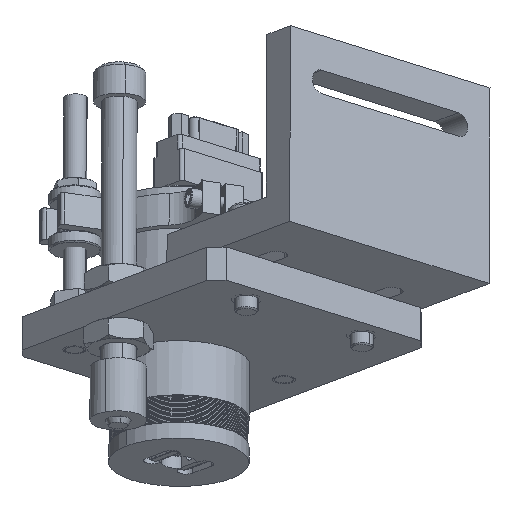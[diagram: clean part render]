
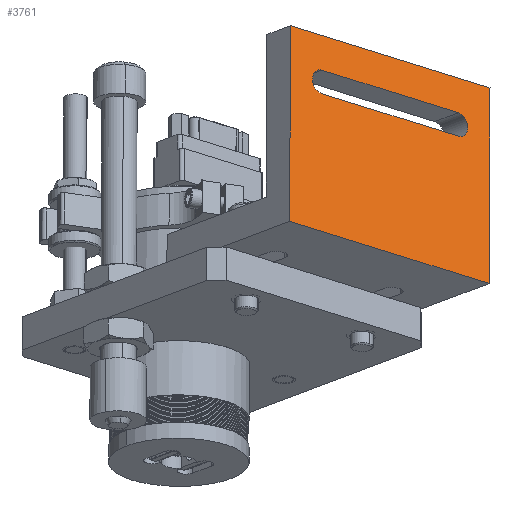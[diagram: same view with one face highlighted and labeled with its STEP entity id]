
A CAD part, front view. The second image highlights one B-rep face of the part: STEP entity #3761.
In plain terms, the highlighted face is planar.
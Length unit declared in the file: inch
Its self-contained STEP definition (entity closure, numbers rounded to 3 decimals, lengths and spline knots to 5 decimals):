
#285 = EDGE_CURVE ( 'NONE', #476, #465, #20847, .T. ) ;
#292 = EDGE_CURVE ( 'NONE', #5189, #4839, #20853, .T. ) ;
#398 = EDGE_CURVE ( 'NONE', #4766, #4849, #20991, .T. ) ;
#465 = VERTEX_POINT ( 'NONE', #24908 ) ;
#476 = VERTEX_POINT ( 'NONE', #24932 ) ;
#968 = DIRECTION ( 'NONE',  ( 0., 0., 1. ) ) ;
#969 = PLANE ( 'NONE',  #23852 ) ;
#970 = DIRECTION ( 'NONE',  ( 0., 1., 0. ) ) ;
#972 = CARTESIAN_POINT ( 'NONE',  ( 0., 0., 0.95 ) ) ;
#3761 = ADVANCED_FACE ( 'NONE', ( #21261, #21262 ), #969, .F. ) ;
#4766 = VERTEX_POINT ( 'NONE', #7092 ) ;
#4801 = VERTEX_POINT ( 'NONE', #7165 ) ;
#4839 = VERTEX_POINT ( 'NONE', #7802 ) ;
#4849 = VERTEX_POINT ( 'NONE', #7768 ) ;
#4924 = VERTEX_POINT ( 'NONE', #7210 ) ;
#4932 = VERTEX_POINT ( 'NONE', #7206 ) ;
#5189 = VERTEX_POINT ( 'NONE', #7325 ) ;
#5359 = EDGE_CURVE ( 'NONE', #4801, #4924, #21581, .T. ) ;
#6477 = CIRCLE ( 'NONE', #25102, 0.0885 ) ;
#6490 = LINE ( 'NONE', #14172, #6491 ) ;
#6491 = VECTOR ( 'NONE', #14173, 39.37008 ) ;
#6529 = LINE ( 'NONE', #14338, #6530 ) ;
#6530 = VECTOR ( 'NONE', #14339, 39.37008 ) ;
#6551 = CIRCLE ( 'NONE', #25133, 0.0885 ) ;
#6566 = LINE ( 'NONE', #14568, #6567 ) ;
#6567 = VECTOR ( 'NONE', #14569, 39.37008 ) ;
#7092 = CARTESIAN_POINT ( 'NONE',  ( 1.0365, 0., -0.65 ) ) ;
#7165 = CARTESIAN_POINT ( 'NONE',  ( 1.475, 0., 0.95 ) ) ;
#7206 = CARTESIAN_POINT ( 'NONE',  ( 1.2135, 0., -0.65 ) ) ;
#7210 = CARTESIAN_POINT ( 'NONE',  ( 1.475, 0., -0.95 ) ) ;
#7325 = CARTESIAN_POINT ( 'NONE',  ( 0., 0., 0.95 ) ) ;
#7708 = CARTESIAN_POINT ( 'NONE',  ( 1.475, 0., 0.95 ) ) ;
#7714 = DIRECTION ( 'NONE',  ( 0., 0., -1. ) ) ;
#7768 = CARTESIAN_POINT ( 'NONE',  ( 1.0365, 0., 0.65 ) ) ;
#7802 = CARTESIAN_POINT ( 'NONE',  ( 0., 0., -0.95 ) ) ;
#10591 = EDGE_LOOP ( 'NONE', ( #26287, #26301, #26303, #26286, #26304 ) ) ;
#10592 = EDGE_LOOP ( 'NONE', ( #26306, #26307, #26308, #26282 ) ) ;
#11451 = EDGE_CURVE ( 'NONE', #4932, #4766, #6477, .T. ) ;
#11461 = EDGE_CURVE ( 'NONE', #4839, #4924, #6490, .T. ) ;
#11489 = EDGE_CURVE ( 'NONE', #5189, #4801, #6529, .T. ) ;
#11503 = EDGE_CURVE ( 'NONE', #4849, #476, #6551, .T. ) ;
#11523 = EDGE_CURVE ( 'NONE', #465, #4932, #6566, .T. ) ;
#14134 = CARTESIAN_POINT ( 'NONE',  ( 1.125, 0., -0.65 ) ) ;
#14135 = DIRECTION ( 'NONE',  ( 0., 1., 0. ) ) ;
#14136 = DIRECTION ( 'NONE',  ( 0., 0., 1. ) ) ;
#14172 = CARTESIAN_POINT ( 'NONE',  ( 0., 0., -0.95 ) ) ;
#14173 = DIRECTION ( 'NONE',  ( 1., 0., 0. ) ) ;
#14338 = CARTESIAN_POINT ( 'NONE',  ( 0., 0., 0.95 ) ) ;
#14339 = DIRECTION ( 'NONE',  ( 1., 0., 0. ) ) ;
#14411 = CARTESIAN_POINT ( 'NONE',  ( 1.125, 0., 0.65 ) ) ;
#14412 = DIRECTION ( 'NONE',  ( 0., 1., 0. ) ) ;
#14413 = DIRECTION ( 'NONE',  ( 0., 0., 1. ) ) ;
#14568 = CARTESIAN_POINT ( 'NONE',  ( 1.2135, 0., -0.65 ) ) ;
#14569 = DIRECTION ( 'NONE',  ( 0., 0., -1. ) ) ;
#20847 = CIRCLE ( 'NONE', #23646, 0.0885 ) ;
#20853 = LINE ( 'NONE', #24586, #20855 ) ;
#20855 = VECTOR ( 'NONE', #25086, 39.37008 ) ;
#20991 = LINE ( 'NONE', #26191, #20993 ) ;
#20993 = VECTOR ( 'NONE', #24425, 39.37008 ) ;
#21261 = FACE_BOUND ( 'NONE', #10591, .T. ) ;
#21262 = FACE_OUTER_BOUND ( 'NONE', #10592, .T. ) ;
#21581 = LINE ( 'NONE', #7708, #21583 ) ;
#21583 = VECTOR ( 'NONE', #7714, 39.37008 ) ;
#23646 = AXIS2_PLACEMENT_3D ( 'NONE', #25401, #26222, #26210 ) ;
#23852 = AXIS2_PLACEMENT_3D ( 'NONE', #972, #970, #968 ) ;
#24425 = DIRECTION ( 'NONE',  ( 0., 0., 1. ) ) ;
#24586 = CARTESIAN_POINT ( 'NONE',  ( 0., 0., 0.95 ) ) ;
#24908 = CARTESIAN_POINT ( 'NONE',  ( 1.2135, 0., 0.65 ) ) ;
#24932 = CARTESIAN_POINT ( 'NONE',  ( 1.125, 0., 0.7385 ) ) ;
#25086 = DIRECTION ( 'NONE',  ( 0., 0., -1. ) ) ;
#25102 = AXIS2_PLACEMENT_3D ( 'NONE', #14134, #14135, #14136 ) ;
#25133 = AXIS2_PLACEMENT_3D ( 'NONE', #14411, #14412, #14413 ) ;
#25401 = CARTESIAN_POINT ( 'NONE',  ( 1.125, 0., 0.65 ) ) ;
#26191 = CARTESIAN_POINT ( 'NONE',  ( 1.0365, 0., -0.65 ) ) ;
#26210 = DIRECTION ( 'NONE',  ( 0., 0., 1. ) ) ;
#26222 = DIRECTION ( 'NONE',  ( 0., 1., 0. ) ) ;
#26282 = ORIENTED_EDGE ( 'NONE', *, *, #292, .T. ) ;
#26286 = ORIENTED_EDGE ( 'NONE', *, *, #11503, .T. ) ;
#26287 = ORIENTED_EDGE ( 'NONE', *, *, #11523, .T. ) ;
#26301 = ORIENTED_EDGE ( 'NONE', *, *, #11451, .T. ) ;
#26303 = ORIENTED_EDGE ( 'NONE', *, *, #398, .T. ) ;
#26304 = ORIENTED_EDGE ( 'NONE', *, *, #285, .T. ) ;
#26306 = ORIENTED_EDGE ( 'NONE', *, *, #11461, .T. ) ;
#26307 = ORIENTED_EDGE ( 'NONE', *, *, #5359, .F. ) ;
#26308 = ORIENTED_EDGE ( 'NONE', *, *, #11489, .F. ) ;
